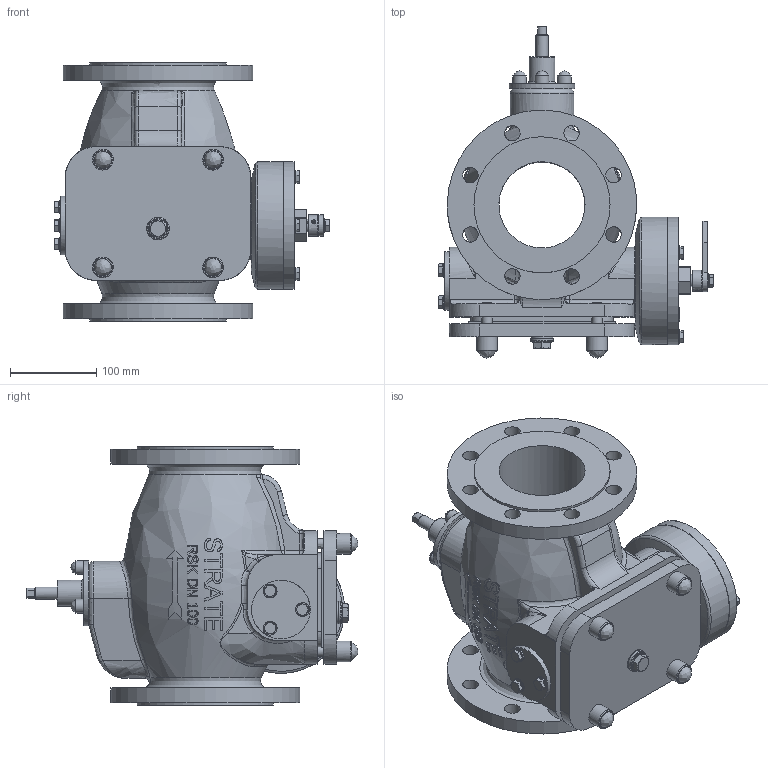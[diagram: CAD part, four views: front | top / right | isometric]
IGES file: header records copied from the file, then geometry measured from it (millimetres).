
Global section: file name: RSK DN 100 FTU; native system: Autodesk Inventor 2018; preprocessor: unknown; author: A.Unrein; date: 20190603.134809; units: millimetre
Bounding box: 318.8 x 385.5 x 300 mm (x, y, z)
Volume: 8391307.9 mm3; surface area: 601182.8 mm2
Topology: 5 solids, 5 shells, 885 faces, 2305 edges, 1508 vertices
Faces by surface type: bspline 885
